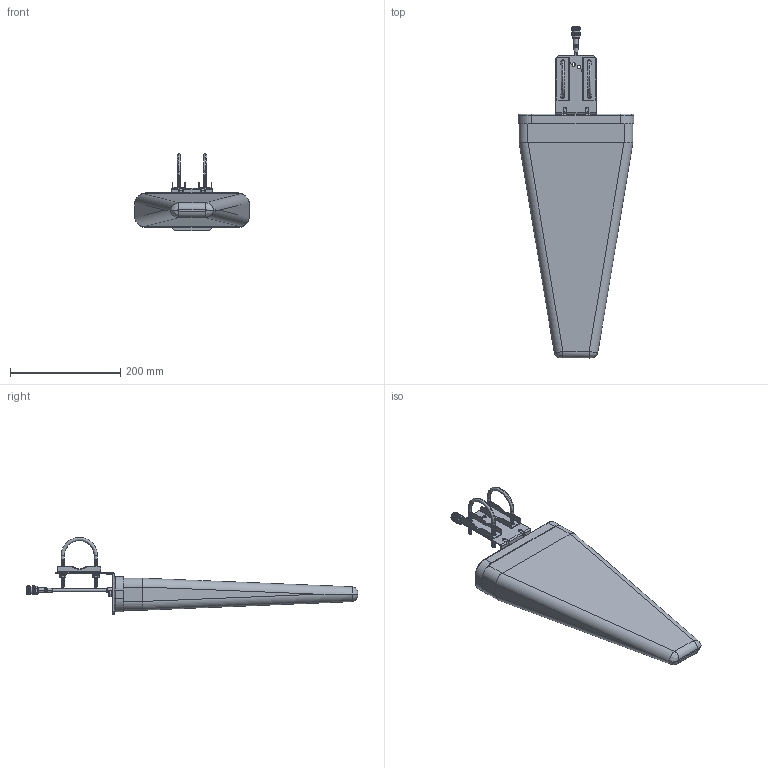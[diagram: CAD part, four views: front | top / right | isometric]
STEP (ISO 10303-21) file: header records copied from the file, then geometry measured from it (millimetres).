
FILE_DESCRIPTION (( 'STEP AP203' ), '1' );
FILE_NAME ('LCANLP1006_3D.STEP', '2022-03-21T19:41:16', ( '' ), ( '' ), 'SwSTEP 2.0', 'SolidWorks 2021', '' );
FILE_SCHEMA (( 'CONFIG_CONTROL_DESIGN' ));
Products named in the file (1): LCANLP1006_3D
Bounding box: 210 x 601.5 x 140 mm (x, y, z)
Volume: 420668.7 mm3; surface area: 433372.3 mm2
Topology: 30 solids, 30 shells, 3543 faces, 8417 edges, 4976 vertices
Faces by surface type: bspline 1608, cylinder 1154, plane 627, cone 154
Entity records: 171971 total; most frequent: CARTESIAN_POINT 105020, ORIENTED_EDGE 16834, EDGE_CURVE 8417, DIRECTION 8415, VERTEX_POINT 4976, B_SPLINE_CURVE_WITH_KNOTS 4852, EDGE_LOOP 3673, FACE_OUTER_BOUND 3543
